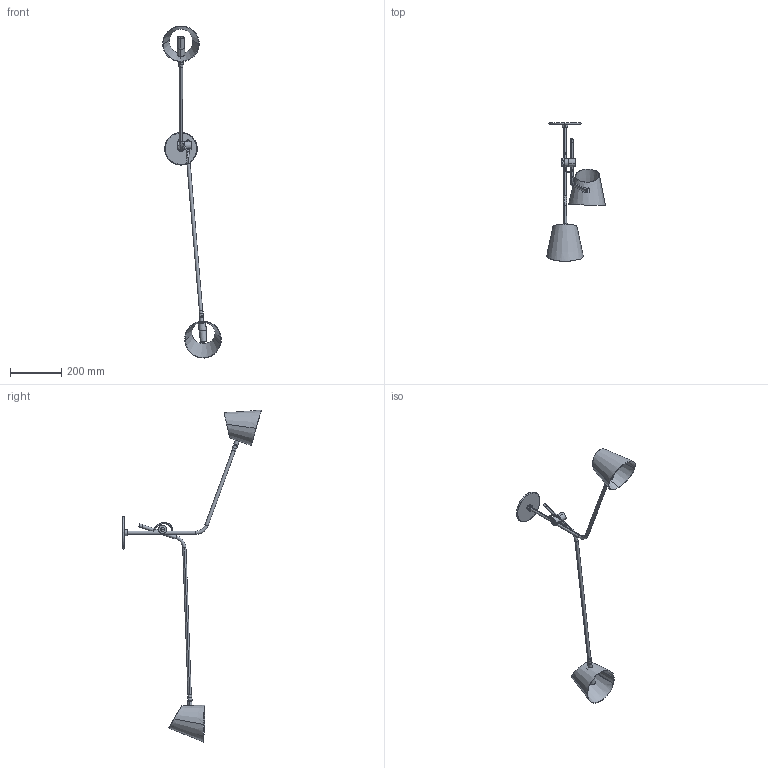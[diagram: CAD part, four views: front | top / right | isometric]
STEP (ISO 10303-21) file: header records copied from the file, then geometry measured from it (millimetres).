
FILE_DESCRIPTION (( 'STEP AP203' ), '1' );
FILE_NAME ('Hartau Double.STEP', '2018-07-03T15:36:53', ( '' ), ( '' ), 'SwSTEP 2.0', 'SolidWorks 2017', '' );
FILE_SCHEMA (( 'CONFIG_CONTROL_DESIGN' ));
Length unit declared in the file: inch
Products named in the file (1): Hartau Double
Bounding box: 229.05 x 541.11 x 1295.02 mm (x, y, z)
Surface area: 340293.1 mm2 (no closed solid volume)
Topology: 0 solids, 16 shells, 296 faces, 768 edges, 496 vertices
Faces by surface type: cylinder 155, plane 51, bspline 45, cone 37, torus 8
Entity records: 25067 total; most frequent: CARTESIAN_POINT 18618, ORIENTED_EDGE 1484, DIRECTION 1105, EDGE_CURVE 760, VERTEX_POINT 496, AXIS2_PLACEMENT_3D 439, EDGE_LOOP 328, FACE_OUTER_BOUND 296
